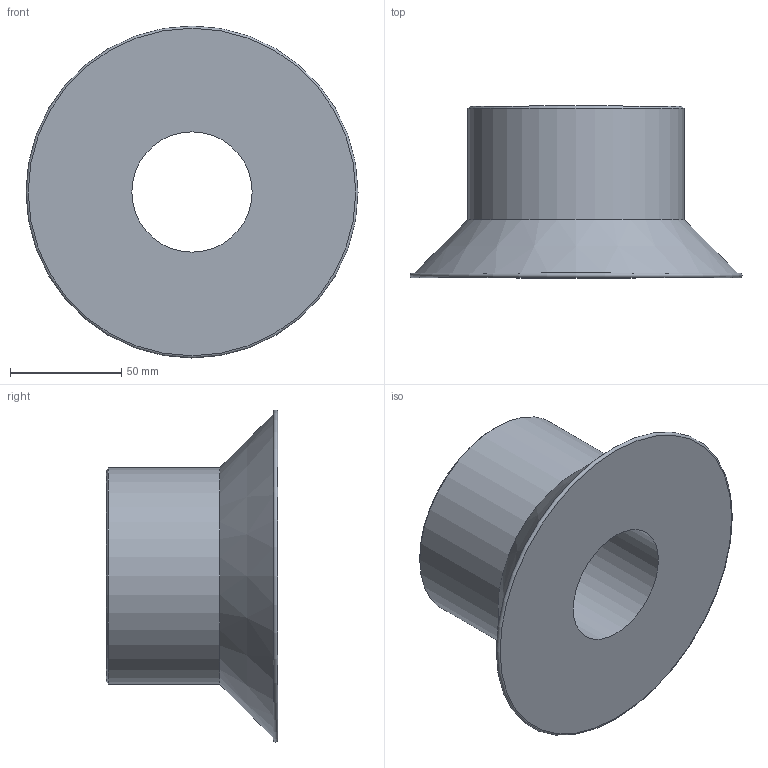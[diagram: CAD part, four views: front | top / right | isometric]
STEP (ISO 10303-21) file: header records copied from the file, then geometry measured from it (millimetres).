
FILE_DESCRIPTION(/* description */ (''),/* implementation_level */ '2;1');
FILE_NAME(/* name */ 'vdler150dm54nit.stp',/* time_stamp */ '2022-06-30T11:30:05+02:00',/* author */ ('enginyeria'),/* organization */ (''),/* preprocessor_version */ 'ST-DEVELOPER v17.2',/* originating_system */ 'Autodesk Inventor 2019',/* authorisation */ '');
FILE_SCHEMA (('AUTOMOTIVE_DESIGN { 1 0 10303 214 3 1 1 }'));
Length unit declared in the file: metre
Products named in the file (1): Pieza4
Bounding box: 149 x 77 x 149 mm (x, y, z)
Volume: 510629.7 mm3; surface area: 64543.4 mm2
Topology: 1 solids, 1 shells, 21 faces, 58 edges, 40 vertices
Faces by surface type: cone 11, cylinder 6, plane 3, torus 1
Full cylindrical faces by diameter (mm): 6.647 x3, 11.445 x1, 54 x1, 97 x1
Entity records: 770 total; most frequent: DIRECTION 135, CARTESIAN_POINT 116, ORIENTED_EDGE 108, AXIS2_PLACEMENT_3D 59, EDGE_CURVE 54, VERTEX_POINT 40, CIRCLE 37, EDGE_LOOP 28
